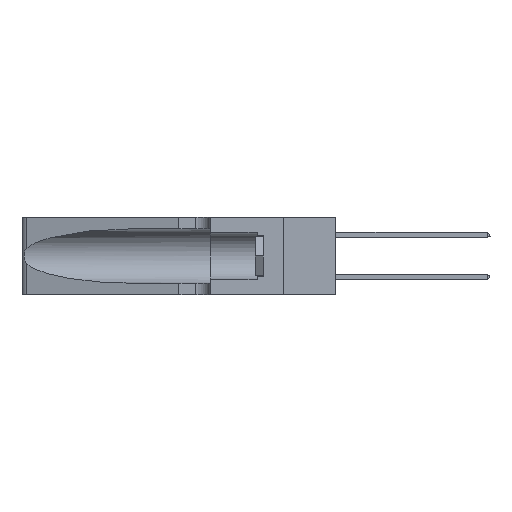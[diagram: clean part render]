
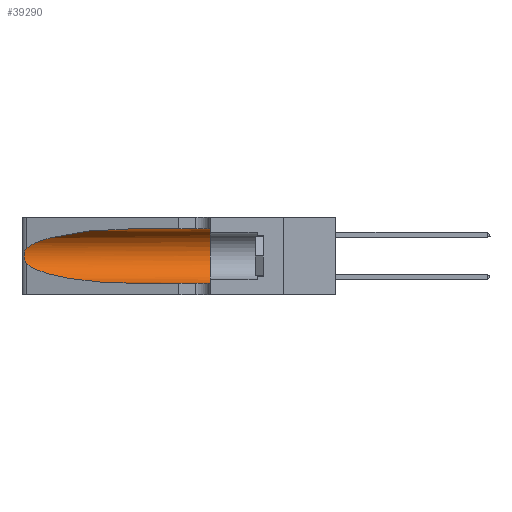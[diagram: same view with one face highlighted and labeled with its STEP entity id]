
A CAD part, left-side view. The second image highlights one B-rep face of the part: STEP entity #39290.
In plain terms, the highlighted cylindrical face has radius 3.308 mm (diameter 6.617 mm), a partial arc.
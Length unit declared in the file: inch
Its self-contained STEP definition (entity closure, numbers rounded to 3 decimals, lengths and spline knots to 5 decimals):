
#233 = EDGE_CURVE ( 'NONE', #33088, #9709, #12594, .T. ) ;
#866 = VERTEX_POINT ( 'NONE', #40021 ) ;
#1660 = CARTESIAN_POINT ( 'NONE',  ( 0.25787, 1.23484, 0.2124 ) ) ;
#2357 = FACE_OUTER_BOUND ( 'NONE', #2706, .T. ) ;
#2706 = EDGE_LOOP ( 'NONE', ( #27028, #5410, #33441, #18865, #41899, #18151 ) ) ;
#2945 = CARTESIAN_POINT ( 'NONE',  ( 0.18966, 0.96281, 0.05475 ) ) ;
#4877 = CARTESIAN_POINT ( 'NONE',  ( 0.26017, 1.23833, 0.17102 ) ) ;
#5410 = ORIENTED_EDGE ( 'NONE', *, *, #44259, .T. ) ;
#5565 = CARTESIAN_POINT ( 'NONE',  ( 0.26075, 1.23896, 0.19203 ) ) ;
#5783 = DIRECTION ( 'NONE',  ( 0., -1., 0. ) ) ;
#7209 = DIRECTION ( 'NONE',  ( 0., -1., 0. ) ) ;
#7741 = VERTEX_POINT ( 'NONE', #35253 ) ;
#8373 = CARTESIAN_POINT ( 'NONE',  ( 0.1305, 0.35, 0.31525 ) ) ;
#9222 = VERTEX_POINT ( 'NONE', #34953 ) ;
#9709 = VERTEX_POINT ( 'NONE', #37304 ) ;
#10968 = CARTESIAN_POINT ( 'NONE',  ( 0.2373, 1.15595, 0.08982 ) ) ;
#11972 =( BOUNDED_CURVE ( )  B_SPLINE_CURVE ( 3, ( #26274, #10968, #2945, #15066 ),
 .UNSPECIFIED., .F., .F. ) 
 B_SPLINE_CURVE_WITH_KNOTS ( ( 4, 4 ),
 ( 3.44316, 4.71239 ),
 .UNSPECIFIED. ) 
 CURVE ( )  GEOMETRIC_REPRESENTATION_ITEM ( )  RATIONAL_B_SPLINE_CURVE ( ( 1., 0.87, 0.87, 1. ) ) 
 REPRESENTATION_ITEM ( '' )  );
#12484 = CARTESIAN_POINT ( 'NONE',  ( 0.18966, 0.96281, 0.31525 ) ) ;
#12594 =( BOUNDED_CURVE ( )  B_SPLINE_CURVE ( 3, ( #47934, #12484, #20318, #48111 ),
 .UNSPECIFIED., .F., .T. ) 
 B_SPLINE_CURVE_WITH_KNOTS ( ( 4, 4 ),
 ( 1.5708, 2.84003 ),
 .UNSPECIFIED. ) 
 CURVE ( )  GEOMETRIC_REPRESENTATION_ITEM ( )  RATIONAL_B_SPLINE_CURVE ( ( 1., 0.87, 0.87, 1. ) ) 
 REPRESENTATION_ITEM ( '' )  );
#13479 = CARTESIAN_POINT ( 'NONE',  ( 0.1305, 1.61858, 0.05475 ) ) ;
#13612 = CARTESIAN_POINT ( 'NONE',  ( 0.25555, 1.22993, 0.14849 ) ) ;
#15066 = CARTESIAN_POINT ( 'NONE',  ( 0.1305, 0.72297, 0.05475 ) ) ;
#16242 = AXIS2_PLACEMENT_3D ( 'NONE', #44187, #47796, #40060 ) ;
#18059 = EDGE_CURVE ( 'NONE', #33088, #47066, #25903, .T. ) ;
#18151 = ORIENTED_EDGE ( 'NONE', *, *, #18059, .F. ) ;
#18780 = DIRECTION ( 'NONE',  ( 0., 0., -1. ) ) ;
#18865 = ORIENTED_EDGE ( 'NONE', *, *, #47312, .T. ) ;
#20318 = CARTESIAN_POINT ( 'NONE',  ( 0.2373, 1.15595, 0.28018 ) ) ;
#20853 = CARTESIAN_POINT ( 'NONE',  ( 0.1305, 0.72297, 0.31525 ) ) ;
#21694 = VECTOR ( 'NONE', #7209, 39.37008 ) ;
#23092 = CYLINDRICAL_SURFACE ( 'NONE', #43942, 0.13025 ) ;
#24331 = CARTESIAN_POINT ( 'NONE',  ( 0.26075, 1.23896, 0.178 ) ) ;
#25011 = CARTESIAN_POINT ( 'NONE',  ( 0.25639, 1.23184, 0.21858 ) ) ;
#25903 = LINE ( 'NONE', #38683, #21694 ) ;
#26274 = CARTESIAN_POINT ( 'NONE',  ( 0.25487, 1.22718, 0.14631 ) ) ;
#27028 = ORIENTED_EDGE ( 'NONE', *, *, #233, .T. ) ;
#28086 = EDGE_CURVE ( 'NONE', #47066, #9222, #40532, .T. ) ;
#32139 = CARTESIAN_POINT ( 'NONE',  ( 0.25856, 1.23593, 0.16098 ) ) ;
#32539 = VECTOR ( 'NONE', #5783, 39.37008 ) ;
#32777 = CARTESIAN_POINT ( 'NONE',  ( 0.25854, 1.2359, 0.20912 ) ) ;
#32952 = CARTESIAN_POINT ( 'NONE',  ( 0.25487, 1.22718, 0.14631 ) ) ;
#33088 = VERTEX_POINT ( 'NONE', #20853 ) ;
#33441 = ORIENTED_EDGE ( 'NONE', *, *, #45238, .T. ) ;
#34953 = CARTESIAN_POINT ( 'NONE',  ( 0.1305, 0.35, 0.05475 ) ) ;
#35253 = CARTESIAN_POINT ( 'NONE',  ( 0.25487, 1.22718, 0.14631 ) ) ;
#37304 = CARTESIAN_POINT ( 'NONE',  ( 0.25487, 1.22718, 0.22369 ) ) ;
#37647 = CARTESIAN_POINT ( 'NONE',  ( 0.1305, 1.61858, 0.185 ) ) ;
#38162 = B_SPLINE_CURVE_WITH_KNOTS ( 'NONE', 3,
 ( #44430, #48388, #25011, #1660, #32777, #40136, #5565, #24331, #4877, #32139, #39969, #44785, #13612, #32952 ),
 .UNSPECIFIED., .F., .F.,
 ( 4, 2, 2, 2, 2, 2, 4 ),
 ( 0., 0.00027, 0.00053, 0.00107, 0.0016, 0.00187, 0.00214 ),
 .UNSPECIFIED. ) ;
#38683 = CARTESIAN_POINT ( 'NONE',  ( 0.1305, 1.61858, 0.31525 ) ) ;
#39235 = LINE ( 'NONE', #13479, #32539 ) ;
#39290 = ADVANCED_FACE ( 'NONE', ( #2357 ), #23092, .F. ) ;
#39969 = CARTESIAN_POINT ( 'NONE',  ( 0.25789, 1.23486, 0.15765 ) ) ;
#40021 = CARTESIAN_POINT ( 'NONE',  ( 0.1305, 0.72297, 0.05475 ) ) ;
#40060 = DIRECTION ( 'NONE',  ( 0., 0., 1. ) ) ;
#40136 = CARTESIAN_POINT ( 'NONE',  ( 0.26018, 1.23835, 0.19895 ) ) ;
#40532 = CIRCLE ( 'NONE', #16242, 0.13025 ) ;
#41899 = ORIENTED_EDGE ( 'NONE', *, *, #28086, .F. ) ;
#43942 = AXIS2_PLACEMENT_3D ( 'NONE', #37647, #49832, #18780 ) ;
#44187 = CARTESIAN_POINT ( 'NONE',  ( 0.1305, 0.35, 0.185 ) ) ;
#44259 = EDGE_CURVE ( 'NONE', #9709, #7741, #38162, .T. ) ;
#44430 = CARTESIAN_POINT ( 'NONE',  ( 0.25487, 1.22718, 0.22369 ) ) ;
#44785 = CARTESIAN_POINT ( 'NONE',  ( 0.25639, 1.23186, 0.15144 ) ) ;
#45238 = EDGE_CURVE ( 'NONE', #7741, #866, #11972, .T. ) ;
#47066 = VERTEX_POINT ( 'NONE', #8373 ) ;
#47312 = EDGE_CURVE ( 'NONE', #866, #9222, #39235, .T. ) ;
#47796 = DIRECTION ( 'NONE',  ( 0., 1., 0. ) ) ;
#47934 = CARTESIAN_POINT ( 'NONE',  ( 0.1305, 0.72297, 0.31525 ) ) ;
#48111 = CARTESIAN_POINT ( 'NONE',  ( 0.25487, 1.22718, 0.22369 ) ) ;
#48388 = CARTESIAN_POINT ( 'NONE',  ( 0.25555, 1.22994, 0.2215 ) ) ;
#49832 = DIRECTION ( 'NONE',  ( 0., -1., 0. ) ) ;
